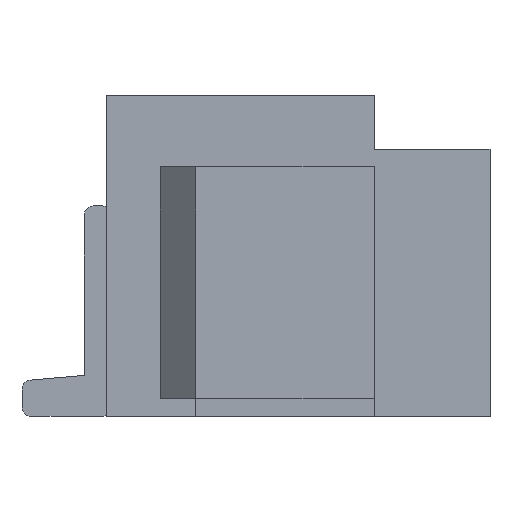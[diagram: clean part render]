
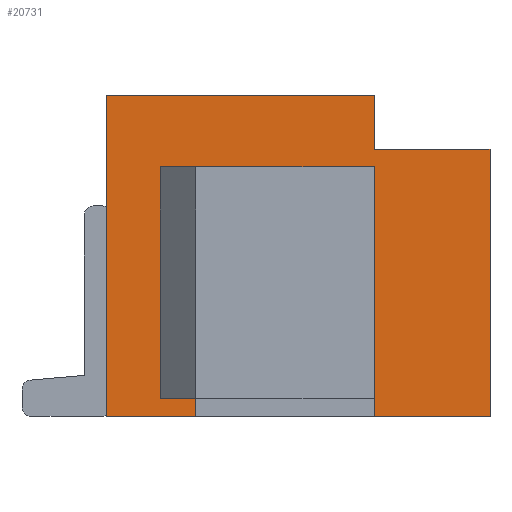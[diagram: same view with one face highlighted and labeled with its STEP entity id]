
A CAD part, left-side view. The second image highlights one B-rep face of the part: STEP entity #20731.
In plain terms, the highlighted planar face has unit normal (-1, 0, 0).
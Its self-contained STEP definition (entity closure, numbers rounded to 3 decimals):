
#80 = CARTESIAN_POINT ( 'NONE',  ( -3.4, -2.55, 0. ) ) ;
#504 = CARTESIAN_POINT ( 'NONE',  ( -3.4, -1.25, 3.6 ) ) ;
#1297 = CARTESIAN_POINT ( 'NONE',  ( -3.4, -1.25, 3. ) ) ;
#1395 = LINE ( 'NONE', #80, #20311 ) ;
#1544 = VECTOR ( 'NONE', #10588, 1000. ) ;
#1612 = DIRECTION ( 'NONE',  ( 1., 0., 0. ) ) ;
#1664 = EDGE_CURVE ( 'NONE', #14999, #16059, #8655, .T. ) ;
#1990 = CARTESIAN_POINT ( 'NONE',  ( -3.4, 1.75, 3.6 ) ) ;
#2056 = EDGE_CURVE ( 'NONE', #14999, #11892, #15638, .T. ) ;
#2202 = EDGE_LOOP ( 'NONE', ( #11533, #13342, #3434, #15773, #5990, #20645 ) ) ;
#2292 = EDGE_CURVE ( 'NONE', #15568, #15160, #13191, .T. ) ;
#2545 = CARTESIAN_POINT ( 'NONE',  ( -3.4, 1.75, 2.8 ) ) ;
#2678 = FACE_OUTER_BOUND ( 'NONE', #2202, .T. ) ;
#2714 = LINE ( 'NONE', #15187, #10359 ) ;
#2859 = CARTESIAN_POINT ( 'NONE',  ( -3.4, 1.75, 3.6 ) ) ;
#3074 = CARTESIAN_POINT ( 'NONE',  ( -3.4, 1.15, 0.2 ) ) ;
#3168 = LINE ( 'NONE', #2859, #15859 ) ;
#3216 = EDGE_CURVE ( 'NONE', #15568, #10974, #2714, .T. ) ;
#3382 = CARTESIAN_POINT ( 'NONE',  ( -3.4, 1.75, 3.6 ) ) ;
#3434 = ORIENTED_EDGE ( 'NONE', *, *, #20835, .T. ) ;
#3744 = CARTESIAN_POINT ( 'NONE',  ( -3.4, 1.15, 0. ) ) ;
#3897 = VECTOR ( 'NONE', #11875, 1000. ) ;
#4185 = CARTESIAN_POINT ( 'NONE',  ( -3.4, 0.75, 0.2 ) ) ;
#4278 = VERTEX_POINT ( 'NONE', #15629 ) ;
#4919 = EDGE_CURVE ( 'NONE', #14130, #15160, #14504, .T. ) ;
#5990 = ORIENTED_EDGE ( 'NONE', *, *, #3216, .F. ) ;
#6230 = ORIENTED_EDGE ( 'NONE', *, *, #13272, .T. ) ;
#6579 = ORIENTED_EDGE ( 'NONE', *, *, #2056, .F. ) ;
#7201 = VECTOR ( 'NONE', #11108, 1000. ) ;
#7254 = VECTOR ( 'NONE', #17240, 1000. ) ;
#7702 = PLANE ( 'NONE',  #19293 ) ;
#7990 = LINE ( 'NONE', #14498, #10667 ) ;
#8048 = DIRECTION ( 'NONE',  ( 0., -1., 0. ) ) ;
#8655 = LINE ( 'NONE', #3744, #3897 ) ;
#8854 = VERTEX_POINT ( 'NONE', #20046 ) ;
#9182 = LINE ( 'NONE', #15686, #1544 ) ;
#9784 = EDGE_CURVE ( 'NONE', #18912, #11892, #9182, .T. ) ;
#10137 = DIRECTION ( 'NONE',  ( 0., -1., 0. ) ) ;
#10354 = LINE ( 'NONE', #2545, #16946 ) ;
#10359 = VECTOR ( 'NONE', #8048, 1000. ) ;
#10588 = DIRECTION ( 'NONE',  ( 0., 0., -1. ) ) ;
#10664 = ORIENTED_EDGE ( 'NONE', *, *, #9784, .T. ) ;
#10667 = VECTOR ( 'NONE', #20987, 1000. ) ;
#10853 = EDGE_LOOP ( 'NONE', ( #6579, #13361, #6230, #10664 ) ) ;
#10974 = VERTEX_POINT ( 'NONE', #11836 ) ;
#11108 = DIRECTION ( 'NONE',  ( 0., -1., 0. ) ) ;
#11472 = EDGE_CURVE ( 'NONE', #8854, #14130, #3168, .T. ) ;
#11533 = ORIENTED_EDGE ( 'NONE', *, *, #4919, .F. ) ;
#11836 = CARTESIAN_POINT ( 'NONE',  ( -3.4, -2.55, 3. ) ) ;
#11875 = DIRECTION ( 'NONE',  ( 0., 0., 1. ) ) ;
#11892 = VERTEX_POINT ( 'NONE', #4185 ) ;
#13034 = CARTESIAN_POINT ( 'NONE',  ( -3.4, 1.75, 3.6 ) ) ;
#13191 = LINE ( 'NONE', #19661, #20877 ) ;
#13272 = EDGE_CURVE ( 'NONE', #16059, #18912, #10354, .T. ) ;
#13342 = ORIENTED_EDGE ( 'NONE', *, *, #11472, .F. ) ;
#13361 = ORIENTED_EDGE ( 'NONE', *, *, #1664, .T. ) ;
#13785 = FACE_BOUND ( 'NONE', #10853, .T. ) ;
#13944 = CARTESIAN_POINT ( 'NONE',  ( -3.4, 1.15, 2.8 ) ) ;
#14130 = VERTEX_POINT ( 'NONE', #1990 ) ;
#14498 = CARTESIAN_POINT ( 'NONE',  ( -3.4, -2.55, 3.6 ) ) ;
#14504 = LINE ( 'NONE', #3382, #7201 ) ;
#14999 = VERTEX_POINT ( 'NONE', #3074 ) ;
#15160 = VERTEX_POINT ( 'NONE', #504 ) ;
#15187 = CARTESIAN_POINT ( 'NONE',  ( -3.4, -2.55, 3. ) ) ;
#15568 = VERTEX_POINT ( 'NONE', #1297 ) ;
#15629 = CARTESIAN_POINT ( 'NONE',  ( -3.4, -2.55, 0. ) ) ;
#15638 = LINE ( 'NONE', #18522, #7254 ) ;
#15686 = CARTESIAN_POINT ( 'NONE',  ( -3.4, 0.75, 0. ) ) ;
#15773 = ORIENTED_EDGE ( 'NONE', *, *, #17657, .T. ) ;
#15859 = VECTOR ( 'NONE', #20996, 1000. ) ;
#16059 = VERTEX_POINT ( 'NONE', #13944 ) ;
#16197 = CARTESIAN_POINT ( 'NONE',  ( -3.4, 0.75, 2.8 ) ) ;
#16205 = DIRECTION ( 'NONE',  ( 0., -1., 0. ) ) ;
#16946 = VECTOR ( 'NONE', #10137, 1000. ) ;
#17240 = DIRECTION ( 'NONE',  ( 0., -1., 0. ) ) ;
#17657 = EDGE_CURVE ( 'NONE', #4278, #10974, #7990, .T. ) ;
#17806 = DIRECTION ( 'NONE',  ( 0., 0., 1. ) ) ;
#18071 = DIRECTION ( 'NONE',  ( 0., 0., 1. ) ) ;
#18522 = CARTESIAN_POINT ( 'NONE',  ( -3.4, 0.75, 0.2 ) ) ;
#18912 = VERTEX_POINT ( 'NONE', #16197 ) ;
#19293 = AXIS2_PLACEMENT_3D ( 'NONE', #13034, #1612, #17806 ) ;
#19661 = CARTESIAN_POINT ( 'NONE',  ( -3.4, -1.25, 3. ) ) ;
#20046 = CARTESIAN_POINT ( 'NONE',  ( -3.4, 1.75, 0. ) ) ;
#20311 = VECTOR ( 'NONE', #16205, 1000. ) ;
#20645 = ORIENTED_EDGE ( 'NONE', *, *, #2292, .T. ) ;
#20731 = ADVANCED_FACE ( 'NONE', ( #2678, #13785 ), #7702, .F. ) ;
#20835 = EDGE_CURVE ( 'NONE', #8854, #4278, #1395, .T. ) ;
#20877 = VECTOR ( 'NONE', #18071, 1000. ) ;
#20987 = DIRECTION ( 'NONE',  ( 0., 0., 1. ) ) ;
#20996 = DIRECTION ( 'NONE',  ( 0., 0., 1. ) ) ;
